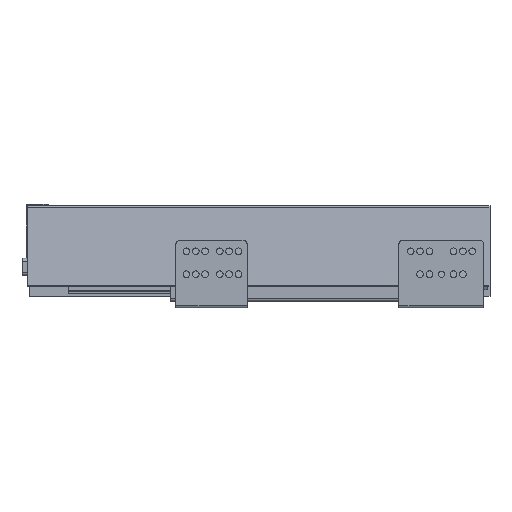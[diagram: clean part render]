
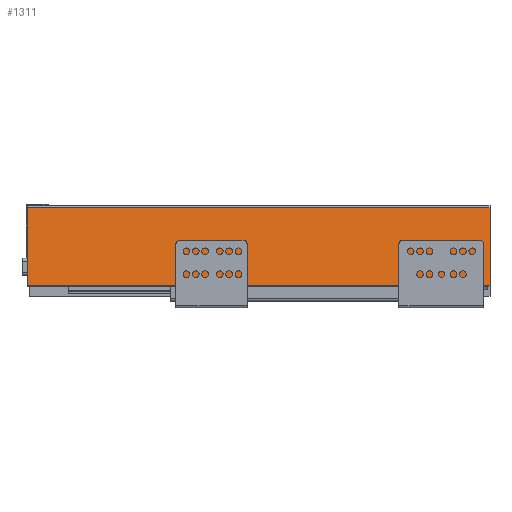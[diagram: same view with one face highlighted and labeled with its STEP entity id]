
A CAD part, top view. The second image highlights one B-rep face of the part: STEP entity #1311.
In plain terms, the highlighted planar face has unit normal (0, 0.139, 0.99).
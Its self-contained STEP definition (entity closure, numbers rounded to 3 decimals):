
#44 = ORIENTED_EDGE ( 'NONE', *, *, #6552, .F. ) ;
#53 = CARTESIAN_POINT ( 'NONE',  ( -443., 0., 65. ) ) ;
#159 = LINE ( 'NONE', #53, #6020 ) ;
#295 = CARTESIAN_POINT ( 'NONE',  ( 0., 0., 65. ) ) ;
#495 = PLANE ( 'NONE',  #6620 ) ;
#577 = VERTEX_POINT ( 'NONE', #6646 ) ;
#641 = FACE_OUTER_BOUND ( 'NONE', #8747, .T. ) ;
#661 = ORIENTED_EDGE ( 'NONE', *, *, #9472, .T. ) ;
#834 = ORIENTED_EDGE ( 'NONE', *, *, #6745, .F. ) ;
#1254 = VERTEX_POINT ( 'NONE', #1334 ) ;
#1311 = ADVANCED_FACE ( 'NONE', ( #641 ), #495, .T. ) ;
#1334 = CARTESIAN_POINT ( 'NONE',  ( -443., 0., 65. ) ) ;
#1367 = DIRECTION ( 'NONE',  ( 1., 0., 0. ) ) ;
#2831 = CARTESIAN_POINT ( 'NONE',  ( 0., 75.024, 54.456 ) ) ;
#3577 = VERTEX_POINT ( 'NONE', #2831 ) ;
#3819 = CARTESIAN_POINT ( 'NONE',  ( -443., 0., 65. ) ) ;
#4541 = VECTOR ( 'NONE', #10160, 1000. ) ;
#4761 = VERTEX_POINT ( 'NONE', #295 ) ;
#5828 = EDGE_CURVE ( 'NONE', #4761, #3577, #7797, .T. ) ;
#6020 = VECTOR ( 'NONE', #6399, 1000. ) ;
#6399 = DIRECTION ( 'NONE',  ( 0., 0.99, -0.139 ) ) ;
#6552 = EDGE_CURVE ( 'NONE', #577, #3577, #8319, .T. ) ;
#6620 = AXIS2_PLACEMENT_3D ( 'NONE', #3819, #6893, #6986 ) ;
#6646 = CARTESIAN_POINT ( 'NONE',  ( -443., 75.024, 54.456 ) ) ;
#6745 = EDGE_CURVE ( 'NONE', #1254, #577, #159, .T. ) ;
#6788 = DIRECTION ( 'NONE',  ( 1., 0., 0. ) ) ;
#6893 = DIRECTION ( 'NONE',  ( 0., 0.139, 0.99 ) ) ;
#6986 = DIRECTION ( 'NONE',  ( 0., 0.99, -0.139 ) ) ;
#7519 = CARTESIAN_POINT ( 'NONE',  ( -443., 75.024, 54.456 ) ) ;
#7797 = LINE ( 'NONE', #8599, #4541 ) ;
#8319 = LINE ( 'NONE', #7519, #8697 ) ;
#8467 = CARTESIAN_POINT ( 'NONE',  ( -443., 0., 65. ) ) ;
#8599 = CARTESIAN_POINT ( 'NONE',  ( 0., 0., 65. ) ) ;
#8697 = VECTOR ( 'NONE', #6788, 1000. ) ;
#8747 = EDGE_LOOP ( 'NONE', ( #9090, #44, #834, #661 ) ) ;
#9090 = ORIENTED_EDGE ( 'NONE', *, *, #5828, .T. ) ;
#9472 = EDGE_CURVE ( 'NONE', #1254, #4761, #10030, .T. ) ;
#10030 = LINE ( 'NONE', #8467, #10049 ) ;
#10049 = VECTOR ( 'NONE', #1367, 1000. ) ;
#10160 = DIRECTION ( 'NONE',  ( 0., 0.99, -0.139 ) ) ;
